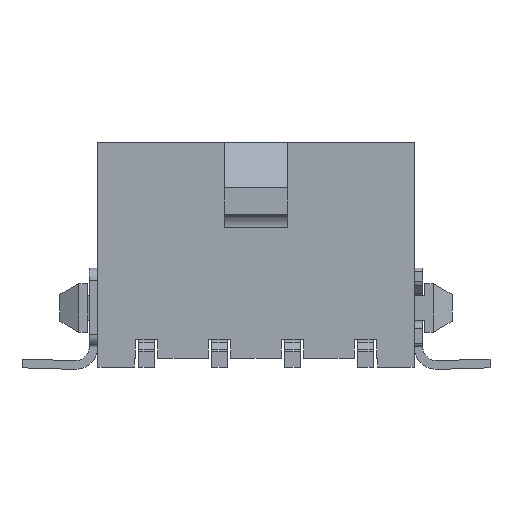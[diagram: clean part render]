
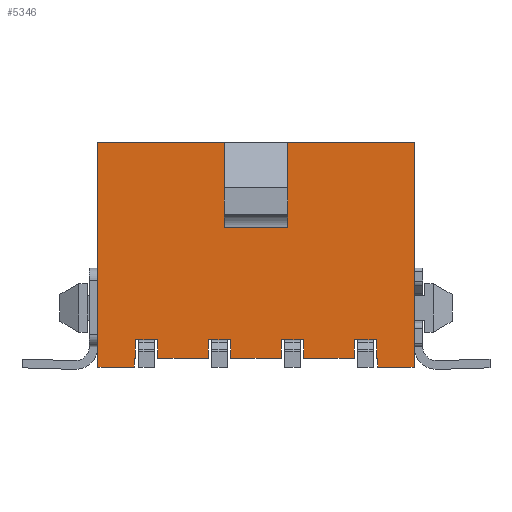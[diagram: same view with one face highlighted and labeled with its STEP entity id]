
A CAD part, front view. The second image highlights one B-rep face of the part: STEP entity #5346.
In plain terms, the highlighted planar face has unit normal (0, -1, 0).
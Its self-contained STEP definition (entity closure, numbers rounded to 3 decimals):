
#157=DIRECTION('',(0.,0.,-1.));
#158=VECTOR('',#157,9.24);
#159=CARTESIAN_POINT('',(-6.5,-1.93,0.));
#160=LINE('',#159,#158);
#467=DIRECTION('',(0.,0.,-1.));
#468=VECTOR('',#467,9.24);
#469=CARTESIAN_POINT('',(6.5,-1.93,0.));
#470=LINE('',#469,#468);
#1000=DIRECTION('',(1.,0.,0.));
#1001=VECTOR('',#1000,0.64);
#1002=CARTESIAN_POINT('',(-4.82,-1.93,-8.11));
#1003=LINE('',#1002,#1001);
#1004=DIRECTION('',(1.,0.,0.));
#1005=VECTOR('',#1004,0.145);
#1006=CARTESIAN_POINT('',(-4.965,-1.93,-8.11));
#1007=LINE('',#1006,#1005);
#1008=DIRECTION('',(0.,0.,1.));
#1009=VECTOR('',#1008,0.76);
#1010=CARTESIAN_POINT('',(-4.965,-1.93,-8.87));
#1011=LINE('',#1010,#1009);
#1012=DIRECTION('',(1.,0.,0.));
#1013=VECTOR('',#1012,0.039);
#1014=CARTESIAN_POINT('',(-5.004,-1.93,-8.87));
#1015=LINE('',#1014,#1013);
#1016=DIRECTION('',(0.,0.,1.));
#1017=VECTOR('',#1016,0.37);
#1018=CARTESIAN_POINT('',(-5.004,-1.93,-9.24));
#1019=LINE('',#1018,#1017);
#1020=DIRECTION('',(1.,0.,0.));
#1021=VECTOR('',#1020,5.2);
#1022=CARTESIAN_POINT('',(-6.5,-1.93,0.));
#1023=LINE('',#1022,#1021);
#1024=DIRECTION('',(0.,0.,-1.));
#1025=VECTOR('',#1024,3.491);
#1026=CARTESIAN_POINT('',(-1.3,-1.93,0.));
#1027=LINE('',#1026,#1025);
#1028=DIRECTION('',(1.,0.,0.));
#1029=VECTOR('',#1028,2.6);
#1030=CARTESIAN_POINT('',(-1.3,-1.93,-3.491));
#1031=LINE('',#1030,#1029);
#1032=DIRECTION('',(0.,0.,-1.));
#1033=VECTOR('',#1032,3.491);
#1034=CARTESIAN_POINT('',(1.3,-1.93,0.));
#1035=LINE('',#1034,#1033);
#1036=DIRECTION('',(1.,0.,0.));
#1037=VECTOR('',#1036,5.2);
#1038=CARTESIAN_POINT('',(1.3,-1.93,0.));
#1039=LINE('',#1038,#1037);
#1040=DIRECTION('',(0.,0.,1.));
#1041=VECTOR('',#1040,0.37);
#1042=CARTESIAN_POINT('',(5.004,-1.93,-9.24));
#1043=LINE('',#1042,#1041);
#1044=DIRECTION('',(1.,0.,0.));
#1045=VECTOR('',#1044,0.039);
#1046=CARTESIAN_POINT('',(4.965,-1.93,-8.87));
#1047=LINE('',#1046,#1045);
#1048=DIRECTION('',(0.,0.,-1.));
#1049=VECTOR('',#1048,0.76);
#1050=CARTESIAN_POINT('',(4.965,-1.93,-8.11));
#1051=LINE('',#1050,#1049);
#1052=DIRECTION('',(1.,0.,0.));
#1053=VECTOR('',#1052,0.145);
#1054=CARTESIAN_POINT('',(4.82,-1.93,-8.11));
#1055=LINE('',#1054,#1053);
#1056=DIRECTION('',(1.,0.,0.));
#1057=VECTOR('',#1056,0.64);
#1058=CARTESIAN_POINT('',(4.18,-1.93,-8.11));
#1059=LINE('',#1058,#1057);
#1060=DIRECTION('',(1.,0.,0.));
#1061=VECTOR('',#1060,0.145);
#1062=CARTESIAN_POINT('',(4.035,-1.93,-8.11));
#1063=LINE('',#1062,#1061);
#1064=DIRECTION('',(0.,0.,1.));
#1065=VECTOR('',#1064,0.76);
#1066=CARTESIAN_POINT('',(4.035,-1.93,-8.87));
#1067=LINE('',#1066,#1065);
#1068=DIRECTION('',(1.,0.,0.));
#1069=VECTOR('',#1068,2.07);
#1070=CARTESIAN_POINT('',(1.965,-1.93,-8.87));
#1071=LINE('',#1070,#1069);
#1072=DIRECTION('',(0.,0.,-1.));
#1073=VECTOR('',#1072,0.76);
#1074=CARTESIAN_POINT('',(1.965,-1.93,-8.11));
#1075=LINE('',#1074,#1073);
#1076=DIRECTION('',(1.,0.,0.));
#1077=VECTOR('',#1076,0.145);
#1078=CARTESIAN_POINT('',(1.82,-1.93,-8.11));
#1079=LINE('',#1078,#1077);
#1080=DIRECTION('',(1.,0.,0.));
#1081=VECTOR('',#1080,0.64);
#1082=CARTESIAN_POINT('',(1.18,-1.93,-8.11));
#1083=LINE('',#1082,#1081);
#1084=DIRECTION('',(1.,0.,0.));
#1085=VECTOR('',#1084,0.145);
#1086=CARTESIAN_POINT('',(1.035,-1.93,-8.11));
#1087=LINE('',#1086,#1085);
#1088=DIRECTION('',(0.,0.,1.));
#1089=VECTOR('',#1088,0.76);
#1090=CARTESIAN_POINT('',(1.035,-1.93,-8.87));
#1091=LINE('',#1090,#1089);
#1092=DIRECTION('',(1.,0.,0.));
#1093=VECTOR('',#1092,2.07);
#1094=CARTESIAN_POINT('',(-1.035,-1.93,-8.87));
#1095=LINE('',#1094,#1093);
#1096=DIRECTION('',(0.,0.,-1.));
#1097=VECTOR('',#1096,0.76);
#1098=CARTESIAN_POINT('',(-1.035,-1.93,-8.11));
#1099=LINE('',#1098,#1097);
#1100=DIRECTION('',(1.,0.,0.));
#1101=VECTOR('',#1100,0.145);
#1102=CARTESIAN_POINT('',(-1.18,-1.93,-8.11));
#1103=LINE('',#1102,#1101);
#1104=DIRECTION('',(1.,0.,0.));
#1105=VECTOR('',#1104,0.64);
#1106=CARTESIAN_POINT('',(-1.82,-1.93,-8.11));
#1107=LINE('',#1106,#1105);
#1108=DIRECTION('',(1.,0.,0.));
#1109=VECTOR('',#1108,0.145);
#1110=CARTESIAN_POINT('',(-1.965,-1.93,-8.11));
#1111=LINE('',#1110,#1109);
#1112=DIRECTION('',(0.,0.,1.));
#1113=VECTOR('',#1112,0.76);
#1114=CARTESIAN_POINT('',(-1.965,-1.93,-8.87));
#1115=LINE('',#1114,#1113);
#1116=DIRECTION('',(1.,0.,0.));
#1117=VECTOR('',#1116,2.07);
#1118=CARTESIAN_POINT('',(-4.035,-1.93,-8.87));
#1119=LINE('',#1118,#1117);
#1120=DIRECTION('',(0.,0.,-1.));
#1121=VECTOR('',#1120,0.76);
#1122=CARTESIAN_POINT('',(-4.035,-1.93,-8.11));
#1123=LINE('',#1122,#1121);
#1124=DIRECTION('',(1.,0.,0.));
#1125=VECTOR('',#1124,0.145);
#1126=CARTESIAN_POINT('',(-4.18,-1.93,-8.11));
#1127=LINE('',#1126,#1125);
#1954=DIRECTION('',(1.,0.,0.));
#1955=VECTOR('',#1954,1.496);
#1956=CARTESIAN_POINT('',(-6.5,-1.93,-9.24));
#1957=LINE('',#1956,#1955);
#1962=DIRECTION('',(1.,0.,0.));
#1963=VECTOR('',#1962,1.496);
#1964=CARTESIAN_POINT('',(5.004,-1.93,-9.24));
#1965=LINE('',#1964,#1963);
#3051=CARTESIAN_POINT('',(-6.5,-1.93,0.));
#3053=VERTEX_POINT('',#3051);
#3054=CARTESIAN_POINT('',(-6.5,-1.93,-9.24));
#3055=VERTEX_POINT('',#3054);
#3063=CARTESIAN_POINT('',(6.5,-1.93,0.));
#3065=VERTEX_POINT('',#3063);
#3066=CARTESIAN_POINT('',(6.5,-1.93,-9.24));
#3067=VERTEX_POINT('',#3066);
#3074=CARTESIAN_POINT('',(-5.004,-1.93,-9.24));
#3075=CARTESIAN_POINT('',(-5.004,-1.93,-8.87));
#3076=VERTEX_POINT('',#3074);
#3077=VERTEX_POINT('',#3075);
#3078=CARTESIAN_POINT('',(5.004,-1.93,-9.24));
#3079=CARTESIAN_POINT('',(5.004,-1.93,-8.87));
#3080=VERTEX_POINT('',#3078);
#3081=VERTEX_POINT('',#3079);
#3134=CARTESIAN_POINT('',(4.965,-1.93,-8.87));
#3135=VERTEX_POINT('',#3134);
#3154=CARTESIAN_POINT('',(4.18,-1.93,-8.11));
#3156=VERTEX_POINT('',#3154);
#3158=CARTESIAN_POINT('',(4.82,-1.93,-8.11));
#3160=VERTEX_POINT('',#3158);
#3178=CARTESIAN_POINT('',(1.18,-1.93,-8.11));
#3180=VERTEX_POINT('',#3178);
#3182=CARTESIAN_POINT('',(1.82,-1.93,-8.11));
#3184=VERTEX_POINT('',#3182);
#3422=CARTESIAN_POINT('',(-1.3,-1.93,0.));
#3423=CARTESIAN_POINT('',(1.3,-1.93,0.));
#3424=VERTEX_POINT('',#3422);
#3425=VERTEX_POINT('',#3423);
#3426=CARTESIAN_POINT('',(-1.3,-1.93,-3.491));
#3427=VERTEX_POINT('',#3426);
#3428=CARTESIAN_POINT('',(1.3,-1.93,-3.491));
#3429=VERTEX_POINT('',#3428);
#3582=CARTESIAN_POINT('',(4.035,-1.93,-8.87));
#3583=CARTESIAN_POINT('',(4.035,-1.93,-8.11));
#3584=VERTEX_POINT('',#3582);
#3585=VERTEX_POINT('',#3583);
#3586=CARTESIAN_POINT('',(4.965,-1.93,-8.11));
#3587=VERTEX_POINT('',#3586);
#3618=CARTESIAN_POINT('',(1.035,-1.93,-8.87));
#3619=CARTESIAN_POINT('',(1.035,-1.93,-8.11));
#3620=VERTEX_POINT('',#3618);
#3621=VERTEX_POINT('',#3619);
#3622=CARTESIAN_POINT('',(1.965,-1.93,-8.11));
#3623=CARTESIAN_POINT('',(1.965,-1.93,-8.87));
#3624=VERTEX_POINT('',#3622);
#3625=VERTEX_POINT('',#3623);
#3738=CARTESIAN_POINT('',(-1.965,-1.93,-8.87));
#3739=CARTESIAN_POINT('',(-1.965,-1.93,-8.11));
#3740=VERTEX_POINT('',#3738);
#3741=VERTEX_POINT('',#3739);
#3742=CARTESIAN_POINT('',(-1.035,-1.93,-8.11));
#3743=CARTESIAN_POINT('',(-1.035,-1.93,-8.87));
#3744=VERTEX_POINT('',#3742);
#3745=VERTEX_POINT('',#3743);
#3838=CARTESIAN_POINT('',(-1.82,-1.93,-8.11));
#3839=CARTESIAN_POINT('',(-1.18,-1.93,-8.11));
#3840=VERTEX_POINT('',#3838);
#3841=VERTEX_POINT('',#3839);
#3866=CARTESIAN_POINT('',(-4.965,-1.93,-8.87));
#3867=CARTESIAN_POINT('',(-4.965,-1.93,-8.11));
#3868=VERTEX_POINT('',#3866);
#3869=VERTEX_POINT('',#3867);
#3870=CARTESIAN_POINT('',(-4.035,-1.93,-8.11));
#3871=CARTESIAN_POINT('',(-4.035,-1.93,-8.87));
#3872=VERTEX_POINT('',#3870);
#3873=VERTEX_POINT('',#3871);
#3966=CARTESIAN_POINT('',(-4.82,-1.93,-8.11));
#3967=CARTESIAN_POINT('',(-4.18,-1.93,-8.11));
#3968=VERTEX_POINT('',#3966);
#3969=VERTEX_POINT('',#3967);
#5270=CARTESIAN_POINT('',(-6.5,-1.93,0.));
#5271=DIRECTION('',(0.,-1.,0.));
#5272=DIRECTION('',(0.,0.,-1.));
#5273=AXIS2_PLACEMENT_3D('',#5270,#5271,#5272);
#5274=PLANE('',#5273);
#5276=ORIENTED_EDGE('',*,*,#5275,.F.);
#5278=ORIENTED_EDGE('',*,*,#5277,.F.);
#5280=ORIENTED_EDGE('',*,*,#5279,.F.);
#5282=ORIENTED_EDGE('',*,*,#5281,.F.);
#5284=ORIENTED_EDGE('',*,*,#5283,.F.);
#5286=ORIENTED_EDGE('',*,*,#5285,.F.);
#5287=ORIENTED_EDGE('',*,*,#4035,.F.);
#5289=ORIENTED_EDGE('',*,*,#5288,.T.);
#5291=ORIENTED_EDGE('',*,*,#5290,.T.);
#5293=ORIENTED_EDGE('',*,*,#5292,.T.);
#5295=ORIENTED_EDGE('',*,*,#5294,.F.);
#5297=ORIENTED_EDGE('',*,*,#5296,.T.);
#5298=ORIENTED_EDGE('',*,*,#4416,.T.);
#5300=ORIENTED_EDGE('',*,*,#5299,.F.);
#5302=ORIENTED_EDGE('',*,*,#5301,.T.);
#5304=ORIENTED_EDGE('',*,*,#5303,.F.);
#5306=ORIENTED_EDGE('',*,*,#5305,.F.);
#5308=ORIENTED_EDGE('',*,*,#5307,.F.);
#5310=ORIENTED_EDGE('',*,*,#5309,.F.);
#5312=ORIENTED_EDGE('',*,*,#5311,.F.);
#5314=ORIENTED_EDGE('',*,*,#5313,.F.);
#5316=ORIENTED_EDGE('',*,*,#5315,.F.);
#5317=ORIENTED_EDGE('',*,*,#5244,.F.);
#5319=ORIENTED_EDGE('',*,*,#5318,.F.);
#5321=ORIENTED_EDGE('',*,*,#5320,.F.);
#5323=ORIENTED_EDGE('',*,*,#5322,.F.);
#5325=ORIENTED_EDGE('',*,*,#5324,.F.);
#5327=ORIENTED_EDGE('',*,*,#5326,.F.);
#5329=ORIENTED_EDGE('',*,*,#5328,.F.);
#5331=ORIENTED_EDGE('',*,*,#5330,.F.);
#5333=ORIENTED_EDGE('',*,*,#5332,.F.);
#5335=ORIENTED_EDGE('',*,*,#5334,.F.);
#5337=ORIENTED_EDGE('',*,*,#5336,.F.);
#5339=ORIENTED_EDGE('',*,*,#5338,.F.);
#5341=ORIENTED_EDGE('',*,*,#5340,.F.);
#5343=ORIENTED_EDGE('',*,*,#5342,.F.);
#5344=EDGE_LOOP('',(#5276,#5278,#5280,#5282,#5284,#5286,#5287,#5289,#5291,#5293,
#5295,#5297,#5298,#5300,#5302,#5304,#5306,#5308,#5310,#5312,#5314,#5316,#5317,
#5319,#5321,#5323,#5325,#5327,#5329,#5331,#5333,#5335,#5337,#5339,#5341,#5343));
#5345=FACE_OUTER_BOUND('',#5344,.F.);
#5346=ADVANCED_FACE('',(#5345),#5274,.T.);
#4035=EDGE_CURVE('',#3053,#3055,#160,.T.);
#4416=EDGE_CURVE('',#3065,#3067,#470,.T.);
#5244=EDGE_CURVE('',#3624,#3625,#1075,.T.);
#5275=EDGE_CURVE('',#3968,#3969,#1003,.T.);
#5277=EDGE_CURVE('',#3869,#3968,#1007,.T.);
#5279=EDGE_CURVE('',#3868,#3869,#1011,.T.);
#5281=EDGE_CURVE('',#3077,#3868,#1015,.T.);
#5283=EDGE_CURVE('',#3076,#3077,#1019,.T.);
#5285=EDGE_CURVE('',#3055,#3076,#1957,.T.);
#5288=EDGE_CURVE('',#3053,#3424,#1023,.T.);
#5290=EDGE_CURVE('',#3424,#3427,#1027,.T.);
#5292=EDGE_CURVE('',#3427,#3429,#1031,.T.);
#5294=EDGE_CURVE('',#3425,#3429,#1035,.T.);
#5296=EDGE_CURVE('',#3425,#3065,#1039,.T.);
#5299=EDGE_CURVE('',#3080,#3067,#1965,.T.);
#5301=EDGE_CURVE('',#3080,#3081,#1043,.T.);
#5303=EDGE_CURVE('',#3135,#3081,#1047,.T.);
#5305=EDGE_CURVE('',#3587,#3135,#1051,.T.);
#5307=EDGE_CURVE('',#3160,#3587,#1055,.T.);
#5309=EDGE_CURVE('',#3156,#3160,#1059,.T.);
#5311=EDGE_CURVE('',#3585,#3156,#1063,.T.);
#5313=EDGE_CURVE('',#3584,#3585,#1067,.T.);
#5315=EDGE_CURVE('',#3625,#3584,#1071,.T.);
#5318=EDGE_CURVE('',#3184,#3624,#1079,.T.);
#5320=EDGE_CURVE('',#3180,#3184,#1083,.T.);
#5322=EDGE_CURVE('',#3621,#3180,#1087,.T.);
#5324=EDGE_CURVE('',#3620,#3621,#1091,.T.);
#5326=EDGE_CURVE('',#3745,#3620,#1095,.T.);
#5328=EDGE_CURVE('',#3744,#3745,#1099,.T.);
#5330=EDGE_CURVE('',#3841,#3744,#1103,.T.);
#5332=EDGE_CURVE('',#3840,#3841,#1107,.T.);
#5334=EDGE_CURVE('',#3741,#3840,#1111,.T.);
#5336=EDGE_CURVE('',#3740,#3741,#1115,.T.);
#5338=EDGE_CURVE('',#3873,#3740,#1119,.T.);
#5340=EDGE_CURVE('',#3872,#3873,#1123,.T.);
#5342=EDGE_CURVE('',#3969,#3872,#1127,.T.);
